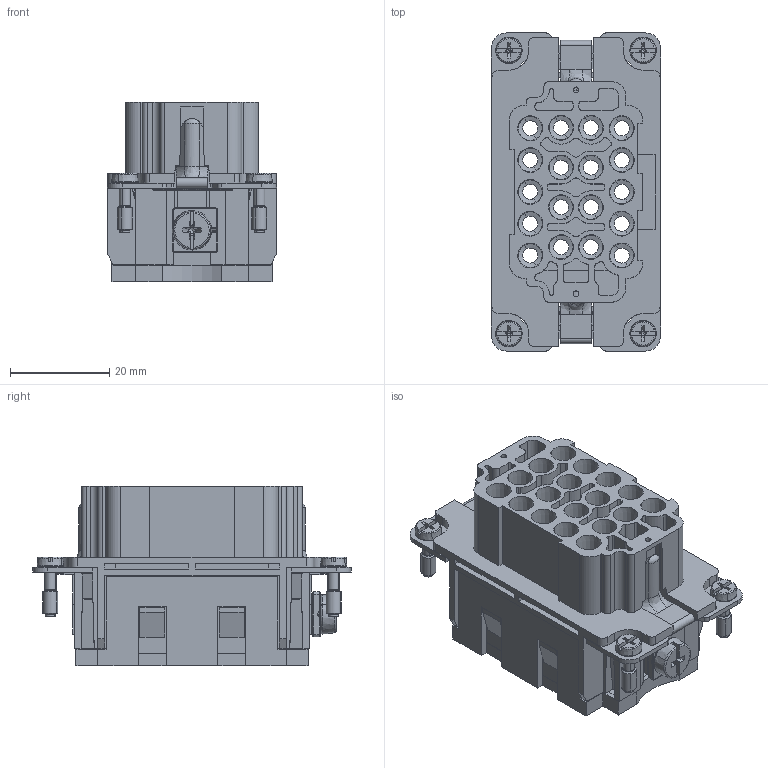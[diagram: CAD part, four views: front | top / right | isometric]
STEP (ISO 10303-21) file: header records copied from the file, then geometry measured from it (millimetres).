
FILE_DESCRIPTION(('CATIA V5 STEP Exchange','CAx-IF Rec.Pracs.--- Model Styling and Organization---1.5--- 2016-08-15','CAx-IF Rec.Pracs.---Supplemental Geometry---1.0---2011-11-01','CAx-IF Rec.Pracs.--- Composite Materials ---1.1---2010-07-15'),'2;1');
FILE_NAME ('13455786_2', '2025-08-21T11:11:05+00:00', ('none'), ('Weidmueller'), 'CATIA Version 5-6 Release 2024 SP4', 'CATIA V5 STEP AP214 v3', 'none');
FILE_SCHEMA(('AUTOMOTIVE_DESIGN { 1 0 10303 214 1 1 1 1 }'));
Products named in the file (1): 1826820000
Bounding box: 34 x 64 x 36.2 mm (x, y, z)
Volume: 27621.6 mm3; surface area: 36115.9 mm2
Topology: 1 solids, 1 shells, 2209 faces, 6376 edges, 4091 vertices
Faces by surface type: plane 1217, cylinder 472, cone 268, torus 110, bspline 90, extrusion 40, revolution 8, sphere 4
Entity records: 76371 total; most frequent: CARTESIAN_POINT 23245, ORIENTED_EDGE 12724, DIRECTION 8179, EDGE_CURVE 6362, VERTEX_POINT 4091, VECTOR 3627, LINE 3587, AXIS2_PLACEMENT_3D 3102
